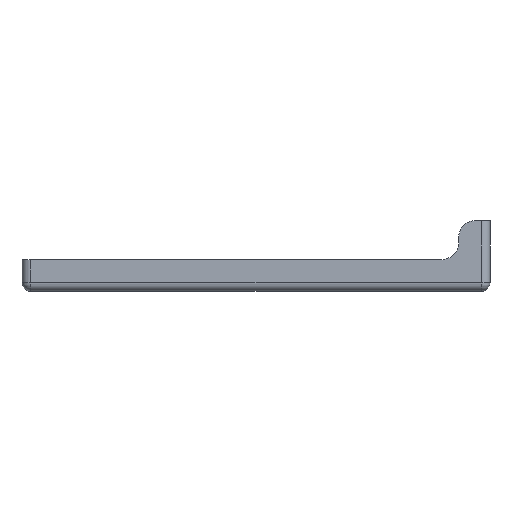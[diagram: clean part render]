
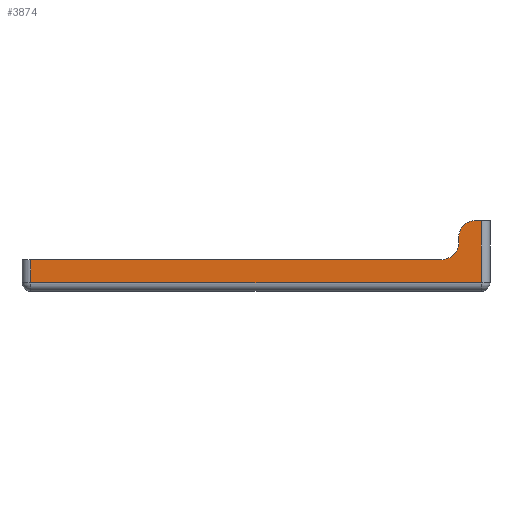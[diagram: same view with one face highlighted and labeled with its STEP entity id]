
A CAD part, left-side view. The second image highlights one B-rep face of the part: STEP entity #3874.
In plain terms, the highlighted planar face has unit normal (-1, 0, 0).
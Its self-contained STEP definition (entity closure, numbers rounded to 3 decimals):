
#187 = CYLINDRICAL_SURFACE('',#188,2.5);
#188 = AXIS2_PLACEMENT_3D('',#189,#190,#191);
#189 = CARTESIAN_POINT('',(-30.05,63.75,0.));
#190 = DIRECTION('',(0.,0.,1.));
#191 = DIRECTION('',(0.,1.,0.));
#215 = PLANE('',#216);
#216 = AXIS2_PLACEMENT_3D('',#217,#218,#219);
#217 = CARTESIAN_POINT('',(-42.45,-52.596,9.));
#218 = DIRECTION('',(0.,0.,1.));
#219 = DIRECTION('',(0.,1.,0.));
#1437 = EDGE_CURVE('',#1438,#1440,#1442,.T.);
#1438 = VERTEX_POINT('',#1439);
#1439 = CARTESIAN_POINT('',(-32.55,-52.596,9.));
#1440 = VERTEX_POINT('',#1441);
#1441 = CARTESIAN_POINT('',(-32.55,63.75,9.));
#1442 = SURFACE_CURVE('',#1443,(#1447,#1454),.PCURVE_S1.);
#1443 = LINE('',#1444,#1445);
#1444 = CARTESIAN_POINT('',(-32.55,-59.423,9.));
#1445 = VECTOR('',#1446,1.);
#1446 = DIRECTION('',(0.,1.,0.));
#1447 = PCURVE('',#215,#1448);
#1448 = DEFINITIONAL_REPRESENTATION('',(#1449),#1453);
#1449 = LINE('',#1450,#1451);
#1450 = CARTESIAN_POINT('',(-6.827,-9.9));
#1451 = VECTOR('',#1452,1.);
#1452 = DIRECTION('',(1.,0.));
#1453 = ( GEOMETRIC_REPRESENTATION_CONTEXT(2) 
PARAMETRIC_REPRESENTATION_CONTEXT() REPRESENTATION_CONTEXT('2D SPACE',''
  ) );
#1454 = PCURVE('',#1455,#1460);
#1455 = PLANE('',#1456);
#1456 = AXIS2_PLACEMENT_3D('',#1457,#1458,#1459);
#1457 = CARTESIAN_POINT('',(-32.55,-66.25,0.));
#1458 = DIRECTION('',(-1.,0.,0.));
#1459 = DIRECTION('',(0.,1.,0.));
#1460 = DEFINITIONAL_REPRESENTATION('',(#1461),#1465);
#1461 = LINE('',#1462,#1463);
#1462 = CARTESIAN_POINT('',(6.827,-9.));
#1463 = VECTOR('',#1464,1.);
#1464 = DIRECTION('',(1.,0.));
#1465 = ( GEOMETRIC_REPRESENTATION_CONTEXT(2) 
PARAMETRIC_REPRESENTATION_CONTEXT() REPRESENTATION_CONTEXT('2D SPACE',''
  ) );
#1483 = CYLINDRICAL_SURFACE('',#1484,4.8);
#1484 = AXIS2_PLACEMENT_3D('',#1485,#1486,#1487);
#1485 = CARTESIAN_POINT('',(-42.45,-52.596,13.8));
#1486 = DIRECTION('',(-1.,-0.,-0.));
#1487 = DIRECTION('',(0.,1.,0.));
#1596 = VERTEX_POINT('',#1597);
#1597 = CARTESIAN_POINT('',(-32.55,63.75,2.5));
#1619 = EDGE_CURVE('',#1596,#1440,#1620,.T.);
#1620 = SURFACE_CURVE('',#1621,(#1625,#1632),.PCURVE_S1.);
#1621 = LINE('',#1622,#1623);
#1622 = CARTESIAN_POINT('',(-32.55,63.75,0.));
#1623 = VECTOR('',#1624,1.);
#1624 = DIRECTION('',(0.,0.,1.));
#1625 = PCURVE('',#187,#1626);
#1626 = DEFINITIONAL_REPRESENTATION('',(#1627),#1631);
#1627 = LINE('',#1628,#1629);
#1628 = CARTESIAN_POINT('',(1.571,0.));
#1629 = VECTOR('',#1630,1.);
#1630 = DIRECTION('',(0.,1.));
#1631 = ( GEOMETRIC_REPRESENTATION_CONTEXT(2) 
PARAMETRIC_REPRESENTATION_CONTEXT() REPRESENTATION_CONTEXT('2D SPACE',''
  ) );
#1632 = PCURVE('',#1455,#1633);
#1633 = DEFINITIONAL_REPRESENTATION('',(#1634),#1638);
#1634 = LINE('',#1635,#1636);
#1635 = CARTESIAN_POINT('',(130.,0.));
#1636 = VECTOR('',#1637,1.);
#1637 = DIRECTION('',(0.,-1.));
#1638 = ( GEOMETRIC_REPRESENTATION_CONTEXT(2) 
PARAMETRIC_REPRESENTATION_CONTEXT() REPRESENTATION_CONTEXT('2D SPACE',''
  ) );
#3194 = CYLINDRICAL_SURFACE('',#3195,2.5);
#3195 = AXIS2_PLACEMENT_3D('',#3196,#3197,#3198);
#3196 = CARTESIAN_POINT('',(-30.05,-66.25,2.5));
#3197 = DIRECTION('',(0.,1.,0.));
#3198 = DIRECTION('',(-1.,0.,0.));
#3874 = ADVANCED_FACE('',(#3875),#1455,.T.);
#3875 = FACE_BOUND('',#3876,.T.);
#3876 = EDGE_LOOP('',(#3877,#3900,#3928,#3956,#3985,#4013,#4035,#4036));
#3877 = ORIENTED_EDGE('',*,*,#3878,.F.);
#3878 = EDGE_CURVE('',#3879,#1596,#3881,.T.);
#3879 = VERTEX_POINT('',#3880);
#3880 = CARTESIAN_POINT('',(-32.55,-63.75,2.5));
#3881 = SURFACE_CURVE('',#3882,(#3886,#3893),.PCURVE_S1.);
#3882 = LINE('',#3883,#3884);
#3883 = CARTESIAN_POINT('',(-32.55,-66.25,2.5));
#3884 = VECTOR('',#3885,1.);
#3885 = DIRECTION('',(0.,1.,0.));
#3886 = PCURVE('',#1455,#3887);
#3887 = DEFINITIONAL_REPRESENTATION('',(#3888),#3892);
#3888 = LINE('',#3889,#3890);
#3889 = CARTESIAN_POINT('',(0.,-2.5));
#3890 = VECTOR('',#3891,1.);
#3891 = DIRECTION('',(1.,0.));
#3892 = ( GEOMETRIC_REPRESENTATION_CONTEXT(2) 
PARAMETRIC_REPRESENTATION_CONTEXT() REPRESENTATION_CONTEXT('2D SPACE',''
  ) );
#3893 = PCURVE('',#3194,#3894);
#3894 = DEFINITIONAL_REPRESENTATION('',(#3895),#3899);
#3895 = LINE('',#3896,#3897);
#3896 = CARTESIAN_POINT('',(-0.,0.));
#3897 = VECTOR('',#3898,1.);
#3898 = DIRECTION('',(-0.,1.));
#3899 = ( GEOMETRIC_REPRESENTATION_CONTEXT(2) 
PARAMETRIC_REPRESENTATION_CONTEXT() REPRESENTATION_CONTEXT('2D SPACE',''
  ) );
#3900 = ORIENTED_EDGE('',*,*,#3901,.T.);
#3901 = EDGE_CURVE('',#3879,#3902,#3904,.T.);
#3902 = VERTEX_POINT('',#3903);
#3903 = CARTESIAN_POINT('',(-32.55,-63.75,20.026));
#3904 = SURFACE_CURVE('',#3905,(#3909,#3916),.PCURVE_S1.);
#3905 = LINE('',#3906,#3907);
#3906 = CARTESIAN_POINT('',(-32.55,-63.75,0.));
#3907 = VECTOR('',#3908,1.);
#3908 = DIRECTION('',(0.,0.,1.));
#3909 = PCURVE('',#1455,#3910);
#3910 = DEFINITIONAL_REPRESENTATION('',(#3911),#3915);
#3911 = LINE('',#3912,#3913);
#3912 = CARTESIAN_POINT('',(2.5,0.));
#3913 = VECTOR('',#3914,1.);
#3914 = DIRECTION('',(0.,-1.));
#3915 = ( GEOMETRIC_REPRESENTATION_CONTEXT(2) 
PARAMETRIC_REPRESENTATION_CONTEXT() REPRESENTATION_CONTEXT('2D SPACE',''
  ) );
#3916 = PCURVE('',#3917,#3922);
#3917 = CYLINDRICAL_SURFACE('',#3918,2.5);
#3918 = AXIS2_PLACEMENT_3D('',#3919,#3920,#3921);
#3919 = CARTESIAN_POINT('',(-30.05,-63.75,0.));
#3920 = DIRECTION('',(0.,0.,1.));
#3921 = DIRECTION('',(-1.,0.,0.));
#3922 = DEFINITIONAL_REPRESENTATION('',(#3923),#3927);
#3923 = LINE('',#3924,#3925);
#3924 = CARTESIAN_POINT('',(0.,0.));
#3925 = VECTOR('',#3926,1.);
#3926 = DIRECTION('',(0.,1.));
#3927 = ( GEOMETRIC_REPRESENTATION_CONTEXT(2) 
PARAMETRIC_REPRESENTATION_CONTEXT() REPRESENTATION_CONTEXT('2D SPACE',''
  ) );
#3928 = ORIENTED_EDGE('',*,*,#3929,.T.);
#3929 = EDGE_CURVE('',#3902,#3930,#3932,.T.);
#3930 = VERTEX_POINT('',#3931);
#3931 = CARTESIAN_POINT('',(-32.55,-62.196,20.026));
#3932 = SURFACE_CURVE('',#3933,(#3937,#3944),.PCURVE_S1.);
#3933 = LINE('',#3934,#3935);
#3934 = CARTESIAN_POINT('',(-32.55,-69.092,20.026));
#3935 = VECTOR('',#3936,1.);
#3936 = DIRECTION('',(0.,1.,0.));
#3937 = PCURVE('',#1455,#3938);
#3938 = DEFINITIONAL_REPRESENTATION('',(#3939),#3943);
#3939 = LINE('',#3940,#3941);
#3940 = CARTESIAN_POINT('',(-2.842,-20.026));
#3941 = VECTOR('',#3942,1.);
#3942 = DIRECTION('',(1.,0.));
#3943 = ( GEOMETRIC_REPRESENTATION_CONTEXT(2) 
PARAMETRIC_REPRESENTATION_CONTEXT() REPRESENTATION_CONTEXT('2D SPACE',''
  ) );
#3944 = PCURVE('',#3945,#3950);
#3945 = PLANE('',#3946);
#3946 = AXIS2_PLACEMENT_3D('',#3947,#3948,#3949);
#3947 = CARTESIAN_POINT('',(-42.45,-71.934,20.026));
#3948 = DIRECTION('',(0.,0.,1.));
#3949 = DIRECTION('',(0.,1.,0.));
#3950 = DEFINITIONAL_REPRESENTATION('',(#3951),#3955);
#3951 = LINE('',#3952,#3953);
#3952 = CARTESIAN_POINT('',(2.842,-9.9));
#3953 = VECTOR('',#3954,1.);
#3954 = DIRECTION('',(1.,0.));
#3955 = ( GEOMETRIC_REPRESENTATION_CONTEXT(2) 
PARAMETRIC_REPRESENTATION_CONTEXT() REPRESENTATION_CONTEXT('2D SPACE',''
  ) );
#3956 = ORIENTED_EDGE('',*,*,#3957,.T.);
#3957 = EDGE_CURVE('',#3930,#3958,#3960,.T.);
#3958 = VERTEX_POINT('',#3959);
#3959 = CARTESIAN_POINT('',(-32.55,-57.396,15.226));
#3960 = SURFACE_CURVE('',#3961,(#3966,#3973),.PCURVE_S1.);
#3961 = CIRCLE('',#3962,4.8);
#3962 = AXIS2_PLACEMENT_3D('',#3963,#3964,#3965);
#3963 = CARTESIAN_POINT('',(-32.55,-62.196,15.226));
#3964 = DIRECTION('',(-1.,0.,0.));
#3965 = DIRECTION('',(0.,1.,0.));
#3966 = PCURVE('',#1455,#3967);
#3967 = DEFINITIONAL_REPRESENTATION('',(#3968),#3972);
#3968 = CIRCLE('',#3969,4.8);
#3969 = AXIS2_PLACEMENT_2D('',#3970,#3971);
#3970 = CARTESIAN_POINT('',(4.054,-15.226));
#3971 = DIRECTION('',(1.,0.));
#3972 = ( GEOMETRIC_REPRESENTATION_CONTEXT(2) 
PARAMETRIC_REPRESENTATION_CONTEXT() REPRESENTATION_CONTEXT('2D SPACE',''
  ) );
#3973 = PCURVE('',#3974,#3979);
#3974 = CYLINDRICAL_SURFACE('',#3975,4.8);
#3975 = AXIS2_PLACEMENT_3D('',#3976,#3977,#3978);
#3976 = CARTESIAN_POINT('',(-42.45,-62.196,15.226));
#3977 = DIRECTION('',(-1.,-0.,-0.));
#3978 = DIRECTION('',(0.,1.,0.));
#3979 = DEFINITIONAL_REPRESENTATION('',(#3980),#3984);
#3980 = LINE('',#3981,#3982);
#3981 = CARTESIAN_POINT('',(-6.283,-9.9));
#3982 = VECTOR('',#3983,1.);
#3983 = DIRECTION('',(1.,-0.));
#3984 = ( GEOMETRIC_REPRESENTATION_CONTEXT(2) 
PARAMETRIC_REPRESENTATION_CONTEXT() REPRESENTATION_CONTEXT('2D SPACE',''
  ) );
#3985 = ORIENTED_EDGE('',*,*,#3986,.T.);
#3986 = EDGE_CURVE('',#3958,#3987,#3989,.T.);
#3987 = VERTEX_POINT('',#3988);
#3988 = CARTESIAN_POINT('',(-32.55,-57.396,13.8));
#3989 = SURFACE_CURVE('',#3990,(#3994,#4001),.PCURVE_S1.);
#3990 = LINE('',#3991,#3992);
#3991 = CARTESIAN_POINT('',(-32.55,-57.396,7.613));
#3992 = VECTOR('',#3993,1.);
#3993 = DIRECTION('',(0.,0.,-1.));
#3994 = PCURVE('',#1455,#3995);
#3995 = DEFINITIONAL_REPRESENTATION('',(#3996),#4000);
#3996 = LINE('',#3997,#3998);
#3997 = CARTESIAN_POINT('',(8.854,-7.613));
#3998 = VECTOR('',#3999,1.);
#3999 = DIRECTION('',(0.,1.));
#4000 = ( GEOMETRIC_REPRESENTATION_CONTEXT(2) 
PARAMETRIC_REPRESENTATION_CONTEXT() REPRESENTATION_CONTEXT('2D SPACE',''
  ) );
#4001 = PCURVE('',#4002,#4007);
#4002 = PLANE('',#4003);
#4003 = AXIS2_PLACEMENT_3D('',#4004,#4005,#4006);
#4004 = CARTESIAN_POINT('',(-42.45,-57.396,15.226));
#4005 = DIRECTION('',(0.,1.,0.));
#4006 = DIRECTION('',(0.,0.,-1.));
#4007 = DEFINITIONAL_REPRESENTATION('',(#4008),#4012);
#4008 = LINE('',#4009,#4010);
#4009 = CARTESIAN_POINT('',(7.613,-9.9));
#4010 = VECTOR('',#4011,1.);
#4011 = DIRECTION('',(1.,0.));
#4012 = ( GEOMETRIC_REPRESENTATION_CONTEXT(2) 
PARAMETRIC_REPRESENTATION_CONTEXT() REPRESENTATION_CONTEXT('2D SPACE',''
  ) );
#4013 = ORIENTED_EDGE('',*,*,#4014,.F.);
#4014 = EDGE_CURVE('',#1438,#3987,#4015,.T.);
#4015 = SURFACE_CURVE('',#4016,(#4021,#4028),.PCURVE_S1.);
#4016 = CIRCLE('',#4017,4.8);
#4017 = AXIS2_PLACEMENT_3D('',#4018,#4019,#4020);
#4018 = CARTESIAN_POINT('',(-32.55,-52.596,13.8));
#4019 = DIRECTION('',(-1.,0.,0.));
#4020 = DIRECTION('',(0.,1.,0.));
#4021 = PCURVE('',#1455,#4022);
#4022 = DEFINITIONAL_REPRESENTATION('',(#4023),#4027);
#4023 = CIRCLE('',#4024,4.8);
#4024 = AXIS2_PLACEMENT_2D('',#4025,#4026);
#4025 = CARTESIAN_POINT('',(13.654,-13.8));
#4026 = DIRECTION('',(1.,0.));
#4027 = ( GEOMETRIC_REPRESENTATION_CONTEXT(2) 
PARAMETRIC_REPRESENTATION_CONTEXT() REPRESENTATION_CONTEXT('2D SPACE',''
  ) );
#4028 = PCURVE('',#1483,#4029);
#4029 = DEFINITIONAL_REPRESENTATION('',(#4030),#4034);
#4030 = LINE('',#4031,#4032);
#4031 = CARTESIAN_POINT('',(-6.283,-9.9));
#4032 = VECTOR('',#4033,1.);
#4033 = DIRECTION('',(1.,-0.));
#4034 = ( GEOMETRIC_REPRESENTATION_CONTEXT(2) 
PARAMETRIC_REPRESENTATION_CONTEXT() REPRESENTATION_CONTEXT('2D SPACE',''
  ) );
#4035 = ORIENTED_EDGE('',*,*,#1437,.T.);
#4036 = ORIENTED_EDGE('',*,*,#1619,.F.);
